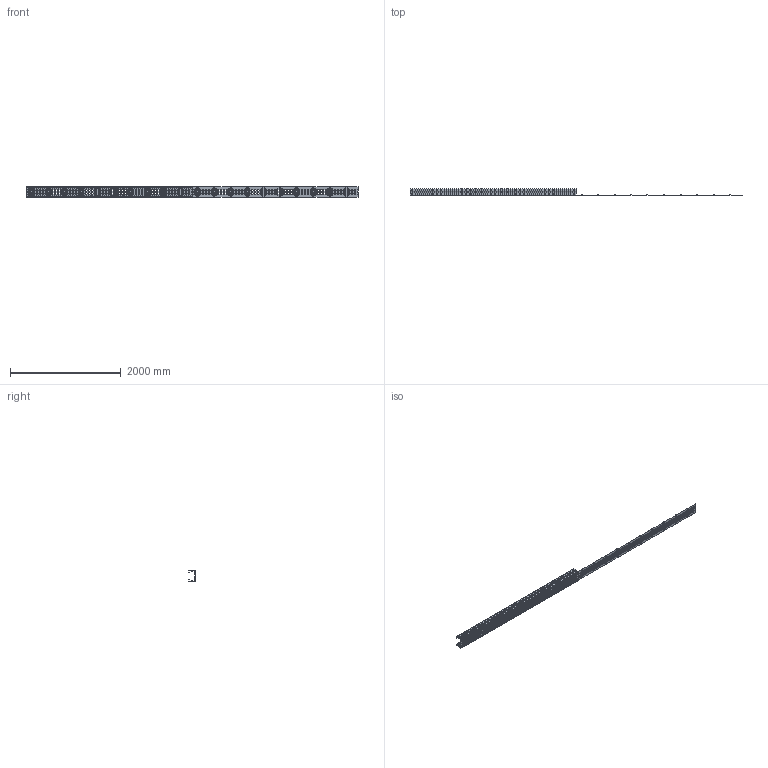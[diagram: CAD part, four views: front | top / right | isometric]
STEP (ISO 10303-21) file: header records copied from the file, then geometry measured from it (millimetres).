
FILE_DESCRIPTION((''),'2;1');
FILE_NAME('240020_ASM','2018-11-28T19:23:51',('tomasz.grudniewski'),(''),'CREO PARAMETRIC BY PTC INC, 2018260','CREO PARAMETRIC BY PTC INC, 2018260','');
FILE_SCHEMA(('CONFIG_CONTROL_DESIGN'));
Products named in the file (3): KSP_DSP_H120_3000_PRT; PASZCZ_200_30000_PRT; 240020_ASM
Assembly tree (4 placements, depth 2):
  240020_ASM
    KSP_DSP_H120_3000_PRT  x2
    PASZCZ_200_30000_PRT  x2
Bounding box: 6000 x 120 x 200 mm (x, y, z)
Volume: 3133677.9 mm3; surface area: 4723348.8 mm2
Topology: 4 solids, 4 shells, 6360 faces, 18144 edges, 11792 vertices
Faces by surface type: plane 3900, cylinder 2460
Entity records: 105224 total; most frequent: CARTESIAN_POINT 18155, ORIENTED_EDGE 18144, DIRECTION 17906, EDGE_CURVE 9072, VECTOR 6612, LINE 6612, VERTEX_POINT 5896, AXIS2_PLACEMENT_3D 5647
